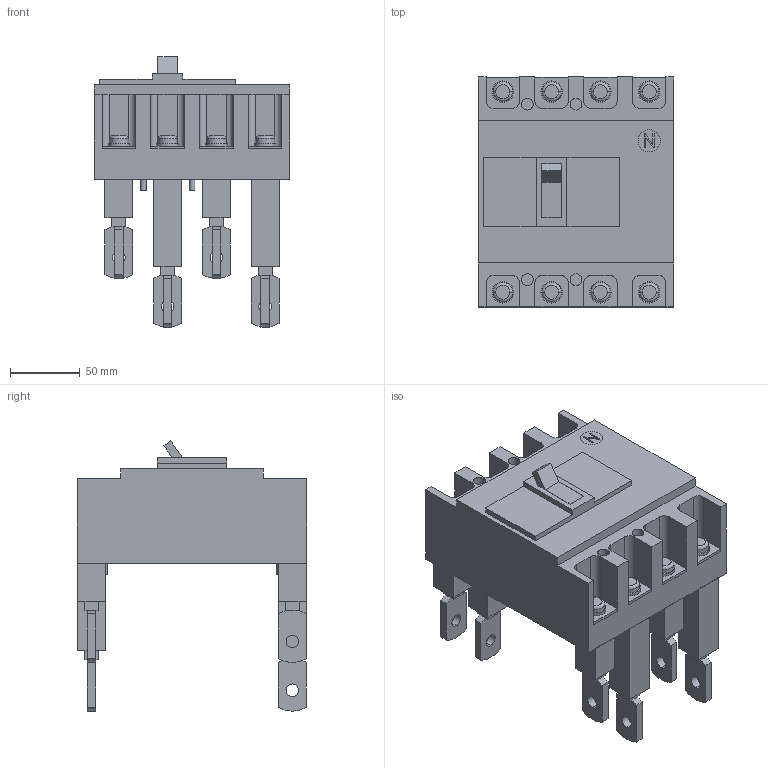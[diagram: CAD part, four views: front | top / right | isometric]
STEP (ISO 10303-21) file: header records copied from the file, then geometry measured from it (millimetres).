
FILE_DESCRIPTION(('CoCreate Modeling STEP Export'),'2;1');
FILE_NAME('Ｓ２２５ＮＦ４Ｒ.stp','2014-03-31T 8:04:08',(''),(''),'CoCreate Modeling STEP processor for AP214 (Solid Model)','CoCreate Modeling 17.0 01-Apr-2010 (C) Parametric Technology GmbH','');
FILE_SCHEMA(('AUTOMOTIVE_DESIGN { 1 0 10303 214 1 1 1 1 }'));
Length unit declared in the file: millimetre
Products named in the file (5): P2.5; P1; P4.2; P3.2; Ｓ２２５ＮＦ４Ｒ
Assembly tree (21 placements, depth 2):
  Ｓ２２５ＮＦ４Ｒ
    P4.2  x8
    P2.5  x8
    P3.2  x4
    P1
Bounding box: 140 x 165 x 193.99 mm (x, y, z)
Volume: 1563555.4 mm3; surface area: 176302.5 mm2
Topology: 21 solids, 21 shells, 506 faces, 1186 edges, 774 vertices
Faces by surface type: plane 296, cylinder 194, torus 16
Entity records: 10131 total; most frequent: ORIENTED_EDGE 1656, CARTESIAN_POINT 1575, DIRECTION 1486, EDGE_CURVE 828, VECTOR 584, LINE 584, VERTEX_POINT 540, AXIS2_PLACEMENT_3D 451
